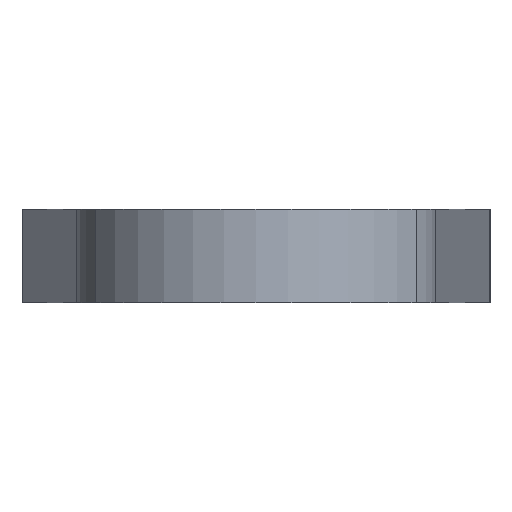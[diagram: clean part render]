
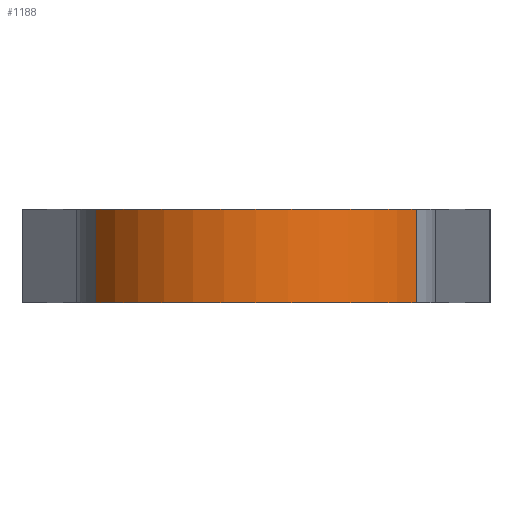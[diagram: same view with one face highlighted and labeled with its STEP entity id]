
A CAD part, front view. The second image highlights one B-rep face of the part: STEP entity #1188.
In plain terms, the highlighted cylindrical face has radius 20 mm (diameter 40 mm), a partial arc.
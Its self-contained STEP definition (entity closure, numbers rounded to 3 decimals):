
#45 = PLANE('',#46);
#46 = AXIS2_PLACEMENT_3D('',#47,#48,#49);
#47 = CARTESIAN_POINT('',(0.,-22.08,0.));
#48 = DIRECTION('',(0.,0.,1.));
#49 = DIRECTION('',(1.,0.,0.));
#102 = PLANE('',#103);
#103 = AXIS2_PLACEMENT_3D('',#104,#105,#106);
#104 = CARTESIAN_POINT('',(0.,-22.08,10.));
#105 = DIRECTION('',(0.,0.,1.));
#106 = DIRECTION('',(1.,0.,0.));
#197 = VERTEX_POINT('',#198);
#198 = CARTESIAN_POINT('',(-17.106,-60.363,0.));
#213 = CYLINDRICAL_SURFACE('',#214,15.);
#214 = AXIS2_PLACEMENT_3D('',#215,#216,#217);
#215 = CARTESIAN_POINT('',(-4.277,-52.591,0.));
#216 = DIRECTION('',(0.,0.,1.));
#217 = DIRECTION('',(-0.994,-0.107,0.));
#225 = EDGE_CURVE('',#197,#226,#228,.T.);
#226 = VERTEX_POINT('',#227);
#227 = CARTESIAN_POINT('',(17.106,-60.363,0.));
#228 = SURFACE_CURVE('',#229,(#234,#241),.PCURVE_S1.);
#229 = CIRCLE('',#230,20.);
#230 = AXIS2_PLACEMENT_3D('',#231,#232,#233);
#231 = CARTESIAN_POINT('',(0.,-50.,0.));
#232 = DIRECTION('',(0.,0.,1.));
#233 = DIRECTION('',(1.,0.,0.));
#234 = PCURVE('',#45,#235);
#235 = DEFINITIONAL_REPRESENTATION('',(#236),#240);
#236 = CIRCLE('',#237,20.);
#237 = AXIS2_PLACEMENT_2D('',#238,#239);
#238 = CARTESIAN_POINT('',(0.,-27.92));
#239 = DIRECTION('',(1.,0.));
#240 = ( GEOMETRIC_REPRESENTATION_CONTEXT(2) 
PARAMETRIC_REPRESENTATION_CONTEXT() REPRESENTATION_CONTEXT('2D SPACE',''
  ) );
#241 = PCURVE('',#242,#247);
#242 = CYLINDRICAL_SURFACE('',#243,20.);
#243 = AXIS2_PLACEMENT_3D('',#244,#245,#246);
#244 = CARTESIAN_POINT('',(0.,-50.,0.));
#245 = DIRECTION('',(-0.,-0.,-1.));
#246 = DIRECTION('',(1.,0.,0.));
#247 = DEFINITIONAL_REPRESENTATION('',(#248),#252);
#248 = LINE('',#249,#250);
#249 = CARTESIAN_POINT('',(-0.,0.));
#250 = VECTOR('',#251,1.);
#251 = DIRECTION('',(-1.,0.));
#252 = ( GEOMETRIC_REPRESENTATION_CONTEXT(2) 
PARAMETRIC_REPRESENTATION_CONTEXT() REPRESENTATION_CONTEXT('2D SPACE',''
  ) );
#271 = CYLINDRICAL_SURFACE('',#272,15.);
#272 = AXIS2_PLACEMENT_3D('',#273,#274,#275);
#273 = CARTESIAN_POINT('',(4.277,-52.591,0.));
#274 = DIRECTION('',(0.,0.,1.));
#275 = DIRECTION('',(0.855,-0.518,0.));
#754 = VERTEX_POINT('',#755);
#755 = CARTESIAN_POINT('',(-17.106,-60.363,10.));
#777 = EDGE_CURVE('',#754,#778,#780,.T.);
#778 = VERTEX_POINT('',#779);
#779 = CARTESIAN_POINT('',(17.106,-60.363,10.));
#780 = SURFACE_CURVE('',#781,(#786,#793),.PCURVE_S1.);
#781 = CIRCLE('',#782,20.);
#782 = AXIS2_PLACEMENT_3D('',#783,#784,#785);
#783 = CARTESIAN_POINT('',(0.,-50.,10.));
#784 = DIRECTION('',(0.,0.,1.));
#785 = DIRECTION('',(1.,0.,0.));
#786 = PCURVE('',#102,#787);
#787 = DEFINITIONAL_REPRESENTATION('',(#788),#792);
#788 = CIRCLE('',#789,20.);
#789 = AXIS2_PLACEMENT_2D('',#790,#791);
#790 = CARTESIAN_POINT('',(0.,-27.92));
#791 = DIRECTION('',(1.,0.));
#792 = ( GEOMETRIC_REPRESENTATION_CONTEXT(2) 
PARAMETRIC_REPRESENTATION_CONTEXT() REPRESENTATION_CONTEXT('2D SPACE',''
  ) );
#793 = PCURVE('',#242,#794);
#794 = DEFINITIONAL_REPRESENTATION('',(#795),#799);
#795 = LINE('',#796,#797);
#796 = CARTESIAN_POINT('',(-0.,-10.));
#797 = VECTOR('',#798,1.);
#798 = DIRECTION('',(-1.,0.));
#799 = ( GEOMETRIC_REPRESENTATION_CONTEXT(2) 
PARAMETRIC_REPRESENTATION_CONTEXT() REPRESENTATION_CONTEXT('2D SPACE',''
  ) );
#1141 = EDGE_CURVE('',#226,#778,#1142,.T.);
#1142 = SURFACE_CURVE('',#1143,(#1147,#1154),.PCURVE_S1.);
#1143 = LINE('',#1144,#1145);
#1144 = CARTESIAN_POINT('',(17.106,-60.363,0.));
#1145 = VECTOR('',#1146,1.);
#1146 = DIRECTION('',(0.,0.,1.));
#1147 = PCURVE('',#271,#1148);
#1148 = DEFINITIONAL_REPRESENTATION('',(#1149),#1153);
#1149 = LINE('',#1150,#1151);
#1150 = CARTESIAN_POINT('',(0.,0.));
#1151 = VECTOR('',#1152,1.);
#1152 = DIRECTION('',(0.,1.));
#1153 = ( GEOMETRIC_REPRESENTATION_CONTEXT(2) 
PARAMETRIC_REPRESENTATION_CONTEXT() REPRESENTATION_CONTEXT('2D SPACE',''
  ) );
#1154 = PCURVE('',#242,#1155);
#1155 = DEFINITIONAL_REPRESENTATION('',(#1156),#1160);
#1156 = LINE('',#1157,#1158);
#1157 = CARTESIAN_POINT('',(-5.739,0.));
#1158 = VECTOR('',#1159,1.);
#1159 = DIRECTION('',(-0.,-1.));
#1160 = ( GEOMETRIC_REPRESENTATION_CONTEXT(2) 
PARAMETRIC_REPRESENTATION_CONTEXT() REPRESENTATION_CONTEXT('2D SPACE',''
  ) );
#1166 = EDGE_CURVE('',#197,#754,#1167,.T.);
#1167 = SURFACE_CURVE('',#1168,(#1172,#1179),.PCURVE_S1.);
#1168 = LINE('',#1169,#1170);
#1169 = CARTESIAN_POINT('',(-17.106,-60.363,0.));
#1170 = VECTOR('',#1171,1.);
#1171 = DIRECTION('',(0.,0.,1.));
#1172 = PCURVE('',#213,#1173);
#1173 = DEFINITIONAL_REPRESENTATION('',(#1174),#1178);
#1174 = LINE('',#1175,#1176);
#1175 = CARTESIAN_POINT('',(0.438,0.));
#1176 = VECTOR('',#1177,1.);
#1177 = DIRECTION('',(0.,1.));
#1178 = ( GEOMETRIC_REPRESENTATION_CONTEXT(2) 
PARAMETRIC_REPRESENTATION_CONTEXT() REPRESENTATION_CONTEXT('2D SPACE',''
  ) );
#1179 = PCURVE('',#242,#1180);
#1180 = DEFINITIONAL_REPRESENTATION('',(#1181),#1185);
#1181 = LINE('',#1182,#1183);
#1182 = CARTESIAN_POINT('',(-3.686,0.));
#1183 = VECTOR('',#1184,1.);
#1184 = DIRECTION('',(-0.,-1.));
#1185 = ( GEOMETRIC_REPRESENTATION_CONTEXT(2) 
PARAMETRIC_REPRESENTATION_CONTEXT() REPRESENTATION_CONTEXT('2D SPACE',''
  ) );
#1188 = ADVANCED_FACE('',(#1189),#242,.T.);
#1189 = FACE_BOUND('',#1190,.F.);
#1190 = EDGE_LOOP('',(#1191,#1192,#1193,#1194));
#1191 = ORIENTED_EDGE('',*,*,#225,.F.);
#1192 = ORIENTED_EDGE('',*,*,#1166,.T.);
#1193 = ORIENTED_EDGE('',*,*,#777,.T.);
#1194 = ORIENTED_EDGE('',*,*,#1141,.F.);
